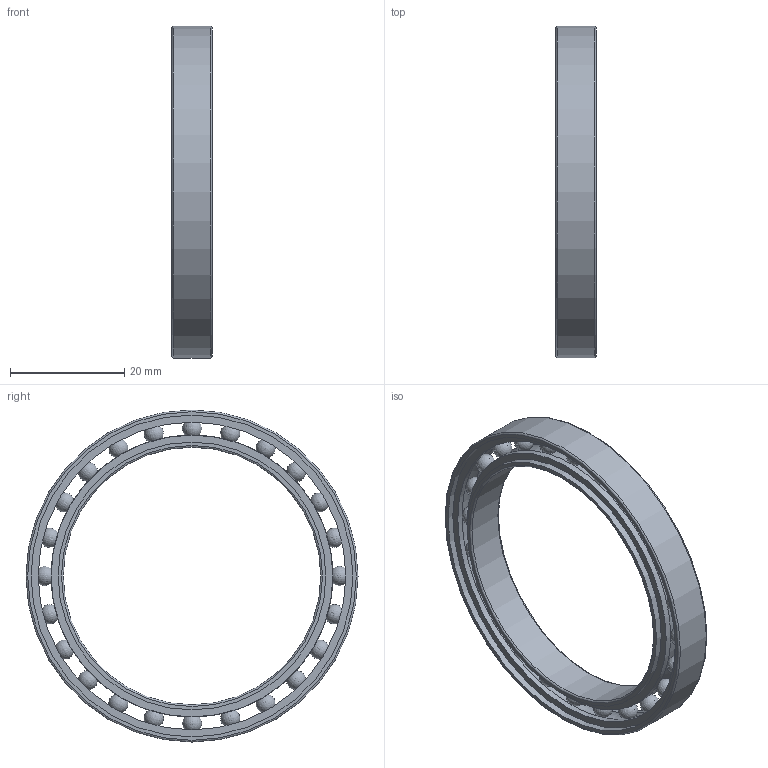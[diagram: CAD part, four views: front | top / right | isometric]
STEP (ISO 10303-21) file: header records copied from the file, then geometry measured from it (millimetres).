
FILE_DESCRIPTION(/* description */ ('Rolling bearings - Deep groove ball bearings whit seals - Boundary dimensions'),/* implementation_level */ '2;1');
FILE_NAME(/* name */ 'Bearing 61809-2Z GB_T 276-94.step',/* time_stamp */ '2025-04-03T01:46:00+02:00',/* author */ ('rocke'),/* organization */ (''),/* preprocessor_version */ 'ST-DEVELOPER v18.1',/* originating_system */ 'Autodesk Inventor 2021',/* authorisation */ '');
FILE_SCHEMA (('AUTOMOTIVE_DESIGN { 1 0 10303 214 3 1 1 }'));
Length unit declared in the file: millimetre
Products named in the file (1): Bearing 61809-2Z GB/T 276-94
Bounding box: 7 x 58 x 58 mm (x, y, z)
Volume: 4028.5 mm3; surface area: 6783 mm2
Topology: 26 solids, 26 shells, 94 faces, 274 edges, 188 vertices
Faces by surface type: torus 52, sphere 24, cylinder 10, plane 8
Full cylindrical faces by diameter (mm): 45 x1, 46.776 x2, 49.238 x2, 53.762 x2, 56.224 x2, 58 x1
Entity records: 3738 total; most frequent: DIRECTION 728, CARTESIAN_POINT 653, ORIENTED_EDGE 548, AXIS2_PLACEMENT_3D 359, VERTEX_POINT 284, EDGE_CURVE 274, CIRCLE 264, EDGE_LOOP 150
